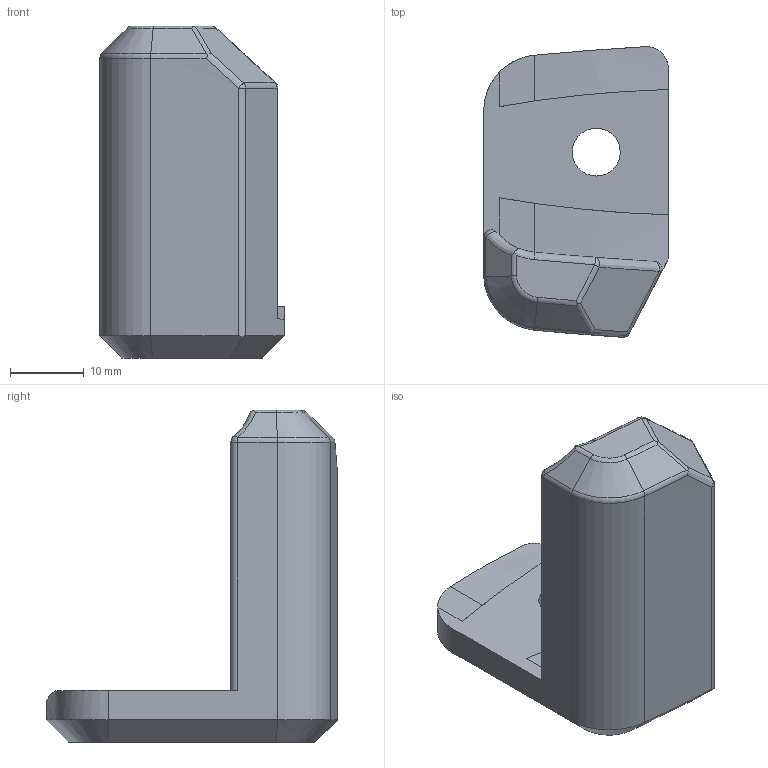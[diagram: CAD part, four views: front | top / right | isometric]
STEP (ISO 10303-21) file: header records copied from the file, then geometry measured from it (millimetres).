
FILE_DESCRIPTION(/* description */ (''),/* implementation_level */ '2;1');
FILE_NAME(/* name */ 'baseGrip_PENF',/* time_stamp */ '2023-09-28T12:17:28-04:00',/* author */ ('George'),/* organization */ ('Archive 663'),/* preprocessor_version */ 'ST-DEVELOPER v16.7',/* originating_system */ 'Solid Edge',/* authorisation */ 'Unknown');
FILE_SCHEMA (('AUTOMOTIVE_DESIGN {1 0 10303 214 3 1 1}'));
Length unit declared in the file: millimetre
Products named in the file (2): PENF L-Bracket Final; Olympus PENF Arca-Swiss ECG-4 Grip V1
Assembly tree (1 placements, depth 2):
  PENF L-Bracket Final
    Olympus PENF Arca-Swiss ECG-4 Grip V1
Bounding box: 25 x 39.39 x 45 mm (x, y, z)
Volume: 13213.2 mm3; surface area: 4826.1 mm2
Topology: 1 solids, 1 shells, 57 faces, 139 edges, 80 vertices
Faces by surface type: cylinder 22, plane 14, cone 7, torus 6, bspline 4, sphere 4
Full cylindrical faces by diameter (mm): 6.5 x1, 12 x1
Entity records: 1711 total; most frequent: CARTESIAN_POINT 399, DIRECTION 268, ORIENTED_EDGE 262, EDGE_CURVE 131, AXIS2_PLACEMENT_3D 110, VERTEX_POINT 79, EDGE_LOOP 62, FACE_BOUND 62
